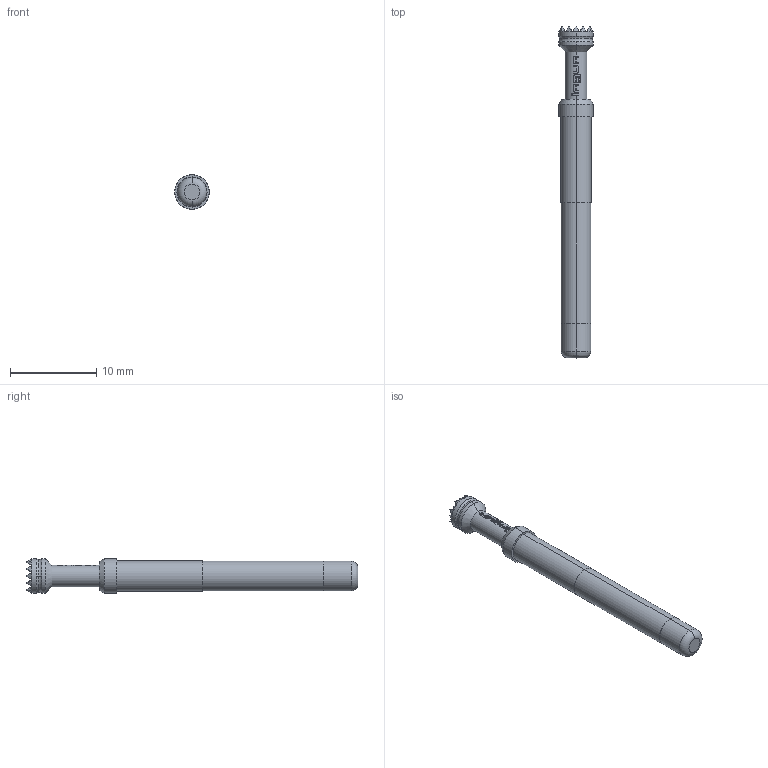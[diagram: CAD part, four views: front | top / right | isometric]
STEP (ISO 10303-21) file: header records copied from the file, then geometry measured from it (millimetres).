
FILE_DESCRIPTION (( 'STEP AP203' ), '1' );
FILE_NAME ('INGUN_HSS-150_306_400_A_xx02.STEP', '2022-02-02T13:57:14', ( 'ochi' ), ( '' ), 'SwSTEP 2.0', 'SolidWorks 2018', '' );
FILE_SCHEMA (( 'CONFIG_CONTROL_DESIGN' ));
Length unit declared in the file: millimetre
Products named in the file (1): INGUN_HSS-150_306_400_A_xx02
Bounding box: 4 x 38.5 x 4 mm (x, y, z)
Volume: 343.2 mm3; surface area: 444.1 mm2
Topology: 1 solids, 1 shells, 222 faces, 534 edges, 319 vertices
Faces by surface type: plane 137, cylinder 33, cone 24, bspline 22, torus 6
Entity records: 6667 total; most frequent: CARTESIAN_POINT 1854, ORIENTED_EDGE 1068, DIRECTION 902, EDGE_CURVE 534, AXIS2_PLACEMENT_3D 339, VERTEX_POINT 319, EDGE_LOOP 227, LINE 224
